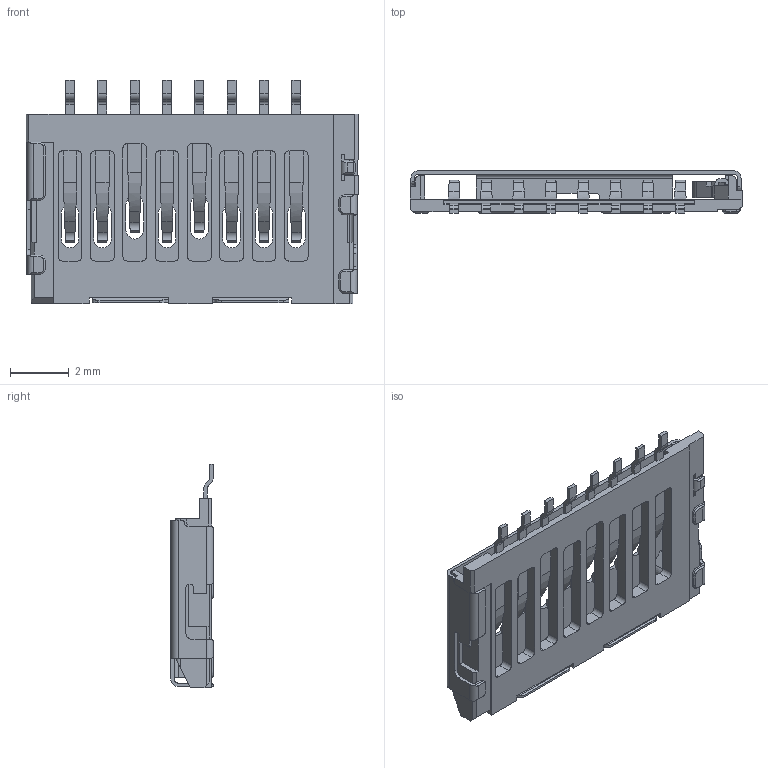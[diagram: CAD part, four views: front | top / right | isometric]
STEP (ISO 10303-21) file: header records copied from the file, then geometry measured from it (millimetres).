
FILE_DESCRIPTION( ( 'STEP AP214' ), '1' );
FILE_NAME( 'psolqas_10224_0.stp', '2020-05-05T20:43:03', ( 'License CC BY-ND 4.0' ), ( 'CADENAS' ), ' ', 'PARTsolutions', ' ' );
FILE_SCHEMA( ( 'AUTOMOTIVE_DESIGN { 1 0 10303 214 1 1 1 1 }' ) );
Length unit declared in the file: metre
Products named in the file (1): 1
Bounding box: 11.3 x 1.45 x 7.6 mm (x, y, z)
Surface area: 343.7 mm2 (no closed solid volume)
Topology: 0 solids, 553 shells, 553 faces, 3214 edges, 3214 vertices
Faces by surface type: plane 373, cylinder 170, cone 10
Entity records: 31689 total; most frequent: CARTESIAN_POINT 8116, DIRECTION 4800, ORIENTED_EDGE 3214, EDGE_CURVE 3214, VERTEX_POINT 3214, LINE 2412, VECTOR 2412, AXIS2_PLACEMENT_3D 1194
